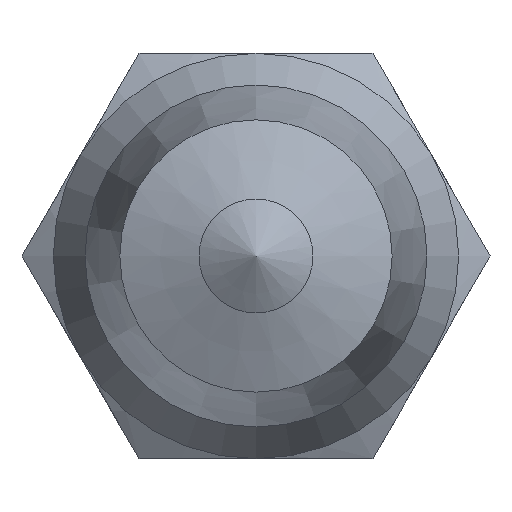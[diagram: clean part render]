
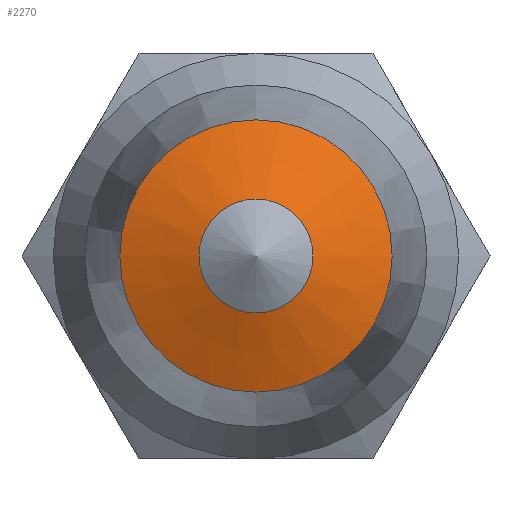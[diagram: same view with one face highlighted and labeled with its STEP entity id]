
A CAD part, front view. The second image highlights one B-rep face of the part: STEP entity #2270.
In plain terms, the highlighted conical face has half-angle 68.58 degrees and reference radius 11.18 mm.
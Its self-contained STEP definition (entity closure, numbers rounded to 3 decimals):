
#80=CONICAL_SURFACE('',#2428,11.18,1.197);
#191=LINE('',#3255,#380);
#380=VECTOR('',#2623,11.18);
#586=FACE_OUTER_BOUND('',#720,.T.);
#720=EDGE_LOOP('',(#1574,#1575,#1576,#1577,#1578,#1579,#1580,#1581));
#915=CIRCLE('',#2429,11.18);
#916=CIRCLE('',#2430,4.68);
#917=CIRCLE('',#2431,4.68);
#918=CIRCLE('',#2432,4.68);
#919=CIRCLE('',#2433,11.18);
#920=CIRCLE('',#2434,11.18);
#981=VERTEX_POINT('',#3251);
#982=VERTEX_POINT('',#3252);
#983=VERTEX_POINT('',#3254);
#984=VERTEX_POINT('',#3256);
#985=VERTEX_POINT('',#3258);
#986=VERTEX_POINT('',#3261);
#1215=EDGE_CURVE('',#981,#982,#915,.T.);
#1216=EDGE_CURVE('',#982,#983,#191,.T.);
#1217=EDGE_CURVE('',#983,#984,#916,.T.);
#1218=EDGE_CURVE('',#984,#985,#917,.T.);
#1219=EDGE_CURVE('',#985,#983,#918,.T.);
#1220=EDGE_CURVE('',#982,#986,#919,.T.);
#1221=EDGE_CURVE('',#986,#981,#920,.T.);
#1574=ORIENTED_EDGE('',*,*,#1215,.T.);
#1575=ORIENTED_EDGE('',*,*,#1216,.T.);
#1576=ORIENTED_EDGE('',*,*,#1217,.T.);
#1577=ORIENTED_EDGE('',*,*,#1218,.T.);
#1578=ORIENTED_EDGE('',*,*,#1219,.T.);
#1579=ORIENTED_EDGE('',*,*,#1216,.F.);
#1580=ORIENTED_EDGE('',*,*,#1220,.T.);
#1581=ORIENTED_EDGE('',*,*,#1221,.T.);
#2270=ADVANCED_FACE('',(#586),#80,.T.);
#2428=AXIS2_PLACEMENT_3D('',#3250,#2619,#2620);
#2429=AXIS2_PLACEMENT_3D('',#3253,#2621,#2622);
#2430=AXIS2_PLACEMENT_3D('',#3257,#2624,#2625);
#2431=AXIS2_PLACEMENT_3D('',#3259,#2626,#2627);
#2432=AXIS2_PLACEMENT_3D('',#3260,#2628,#2629);
#2433=AXIS2_PLACEMENT_3D('',#3262,#2630,#2631);
#2434=AXIS2_PLACEMENT_3D('',#3263,#2632,#2633);
#2619=DIRECTION('center_axis',(0.,1.,0.));
#2620=DIRECTION('ref_axis',(1.,0.,0.));
#2621=DIRECTION('center_axis',(0.,-1.,0.));
#2622=DIRECTION('ref_axis',(1.,0.,0.));
#2623=DIRECTION('',(0.931,-0.365,0.));
#2624=DIRECTION('center_axis',(0.,1.,0.));
#2625=DIRECTION('ref_axis',(0.,0.,1.));
#2626=DIRECTION('center_axis',(0.,1.,0.));
#2627=DIRECTION('ref_axis',(0.,0.,1.));
#2628=DIRECTION('center_axis',(0.,1.,0.));
#2629=DIRECTION('ref_axis',(0.,0.,1.));
#2630=DIRECTION('center_axis',(0.,-1.,0.));
#2631=DIRECTION('ref_axis',(1.,0.,0.));
#2632=DIRECTION('center_axis',(0.,-1.,0.));
#2633=DIRECTION('ref_axis',(1.,0.,0.));
#3250=CARTESIAN_POINT('Origin',(0.,-45.45,0.));
#3251=CARTESIAN_POINT('',(11.18,-45.45,0.));
#3252=CARTESIAN_POINT('',(-11.18,-45.45,0.));
#3253=CARTESIAN_POINT('Origin',(0.,-45.45,0.));
#3254=CARTESIAN_POINT('',(-4.68,-48.,0.));
#3255=CARTESIAN_POINT('',(-11.18,-45.45,0.));
#3256=CARTESIAN_POINT('',(0.,-48.,4.68));
#3257=CARTESIAN_POINT('Origin',(0.,-48.,0.));
#3258=CARTESIAN_POINT('',(0.,-48.,-4.68));
#3259=CARTESIAN_POINT('Origin',(0.,-48.,0.));
#3260=CARTESIAN_POINT('Origin',(0.,-48.,0.));
#3261=CARTESIAN_POINT('',(0.,-45.45,-11.18));
#3262=CARTESIAN_POINT('Origin',(0.,-45.45,0.));
#3263=CARTESIAN_POINT('Origin',(0.,-45.45,0.));
